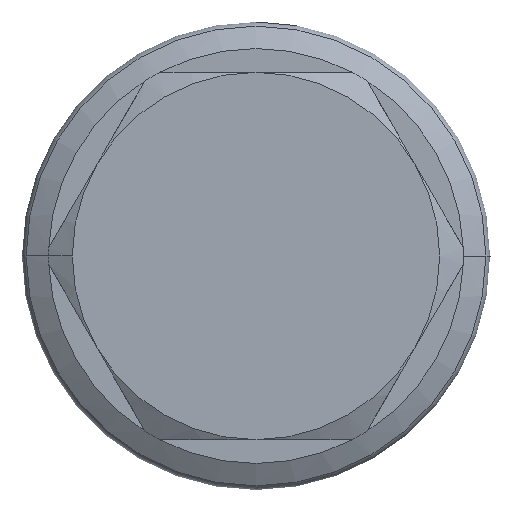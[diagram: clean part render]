
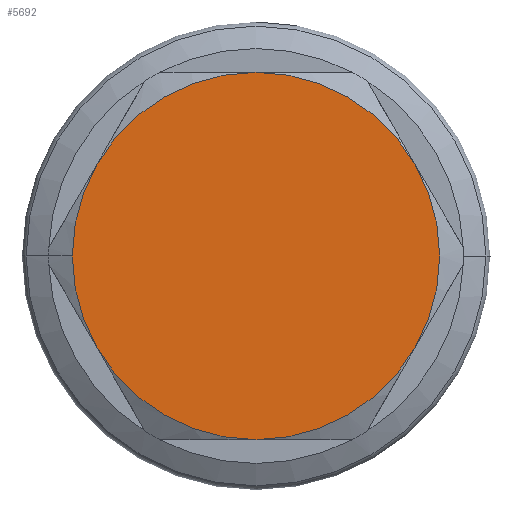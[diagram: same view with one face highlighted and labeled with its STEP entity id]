
A CAD part, left-side view. The second image highlights one B-rep face of the part: STEP entity #5692.
In plain terms, the highlighted planar face has unit normal (-1, 0, 0).
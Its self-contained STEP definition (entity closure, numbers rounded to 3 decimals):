
#893 = FACE_OUTER_BOUND ( 'NONE', #11024, .T. ) ;
#1087 = CARTESIAN_POINT ( 'NONE',  ( 0.05, 0., 0. ) ) ;
#1113 = DIRECTION ( 'NONE',  ( 1., 0., 0. ) ) ;
#1125 = DIRECTION ( 'NONE',  ( 0., 1., 0. ) ) ;
#1623 = CARTESIAN_POINT ( 'NONE',  ( 0.05, 0., 0. ) ) ;
#1628 = DIRECTION ( 'NONE',  ( 0., 1., 0. ) ) ;
#1629 = DIRECTION ( 'NONE',  ( 1., 0., 0. ) ) ;
#2057 = AXIS2_PLACEMENT_3D ( 'NONE', #9592, #9586, #9584 ) ;
#2133 = AXIS2_PLACEMENT_3D ( 'NONE', #1623, #1629, #1628 ) ;
#2144 = AXIS2_PLACEMENT_3D ( 'NONE', #1087, #1113, #1125 ) ;
#2245 = AXIS2_PLACEMENT_3D ( 'NONE', #8157, #8156, #8161 ) ;
#2249 = AXIS2_PLACEMENT_3D ( 'NONE', #8143, #8142, #8141 ) ;
#2308 = EDGE_CURVE ( 'NONE', #11118, #11134, #10507, .T. ) ;
#2326 = AXIS2_PLACEMENT_3D ( 'NONE', #9894, #9886, #9887 ) ;
#2332 = AXIS2_PLACEMENT_3D ( 'NONE', #9927, #9926, #9837 ) ;
#2354 = AXIS2_PLACEMENT_3D ( 'NONE', #6183, #6206, #6241 ) ;
#3172 = CARTESIAN_POINT ( 'NONE',  ( 0.05, -13.727, 7.925 ) ) ;
#3271 = CARTESIAN_POINT ( 'NONE',  ( 0.05, 0., -15.85 ) ) ;
#3284 = CARTESIAN_POINT ( 'NONE',  ( 0.05, 13.727, -7.925 ) ) ;
#3330 = CARTESIAN_POINT ( 'NONE',  ( 0.05, 15.85, 0. ) ) ;
#3430 = CARTESIAN_POINT ( 'NONE',  ( 0.05, 13.727, 7.925 ) ) ;
#3453 = CARTESIAN_POINT ( 'NONE',  ( 0.05, -13.727, -7.925 ) ) ;
#3464 = CARTESIAN_POINT ( 'NONE',  ( 0.05, 0., 15.85 ) ) ;
#4035 = CIRCLE ( 'NONE', #2354, 15.85 ) ;
#4045 = CIRCLE ( 'NONE', #2326, 15.85 ) ;
#4164 = CIRCLE ( 'NONE', #2332, 15.85 ) ;
#4547 = EDGE_CURVE ( 'NONE', #11310, #11118, #10570, .T. ) ;
#4670 = EDGE_CURVE ( 'NONE', #11321, #10361, #10586, .T. ) ;
#4699 = EDGE_CURVE ( 'NONE', #10361, #11310, #10538, .T. ) ;
#5024 = EDGE_CURVE ( 'NONE', #11134, #11185, #4035, .T. ) ;
#5053 = EDGE_CURVE ( 'NONE', #11185, #11287, #4164, .T. ) ;
#5063 = EDGE_CURVE ( 'NONE', #11287, #11321, #4045, .T. ) ;
#5692 = ADVANCED_FACE ( 'NONE', ( #893 ), #9589, .T. ) ;
#6183 = CARTESIAN_POINT ( 'NONE',  ( 0.05, 0., 0. ) ) ;
#6206 = DIRECTION ( 'NONE',  ( 1., 0., 0. ) ) ;
#6241 = DIRECTION ( 'NONE',  ( 0., 1., 0. ) ) ;
#7342 = ORIENTED_EDGE ( 'NONE', *, *, #4670, .F. ) ;
#7451 = ORIENTED_EDGE ( 'NONE', *, *, #5063, .F. ) ;
#7516 = ORIENTED_EDGE ( 'NONE', *, *, #5053, .F. ) ;
#7532 = ORIENTED_EDGE ( 'NONE', *, *, #5024, .F. ) ;
#7533 = ORIENTED_EDGE ( 'NONE', *, *, #2308, .F. ) ;
#8141 = DIRECTION ( 'NONE',  ( 0., 1., 0. ) ) ;
#8142 = DIRECTION ( 'NONE',  ( 1., 0., 0. ) ) ;
#8143 = CARTESIAN_POINT ( 'NONE',  ( 0.05, 0., 0. ) ) ;
#8156 = DIRECTION ( 'NONE',  ( 1., 0., 0. ) ) ;
#8157 = CARTESIAN_POINT ( 'NONE',  ( 0.05, 0., 0. ) ) ;
#8161 = DIRECTION ( 'NONE',  ( 0., 1., 0. ) ) ;
#9063 = ORIENTED_EDGE ( 'NONE', *, *, #4547, .F. ) ;
#9301 = ORIENTED_EDGE ( 'NONE', *, *, #4699, .F. ) ;
#9584 = DIRECTION ( 'NONE',  ( 0., -1., 0. ) ) ;
#9586 = DIRECTION ( 'NONE',  ( -1., 0., 0. ) ) ;
#9589 = PLANE ( 'NONE',  #2057 ) ;
#9592 = CARTESIAN_POINT ( 'NONE',  ( 0.05, 0., 0. ) ) ;
#9837 = DIRECTION ( 'NONE',  ( 0., 1., 0. ) ) ;
#9886 = DIRECTION ( 'NONE',  ( 1., 0., 0. ) ) ;
#9887 = DIRECTION ( 'NONE',  ( 0., 1., 0. ) ) ;
#9894 = CARTESIAN_POINT ( 'NONE',  ( 0.05, 0., 0. ) ) ;
#9926 = DIRECTION ( 'NONE',  ( 1., 0., 0. ) ) ;
#9927 = CARTESIAN_POINT ( 'NONE',  ( 0.05, 0., 0. ) ) ;
#10361 = VERTEX_POINT ( 'NONE', #3172 ) ;
#10507 = CIRCLE ( 'NONE', #2249, 15.85 ) ;
#10538 = CIRCLE ( 'NONE', #2133, 15.85 ) ;
#10570 = CIRCLE ( 'NONE', #2245, 15.85 ) ;
#10586 = CIRCLE ( 'NONE', #2144, 15.85 ) ;
#11024 = EDGE_LOOP ( 'NONE', ( #7451, #7516, #7532, #7533, #9063, #9301, #7342 ) ) ;
#11118 = VERTEX_POINT ( 'NONE', #3271 ) ;
#11134 = VERTEX_POINT ( 'NONE', #3284 ) ;
#11185 = VERTEX_POINT ( 'NONE', #3330 ) ;
#11287 = VERTEX_POINT ( 'NONE', #3430 ) ;
#11310 = VERTEX_POINT ( 'NONE', #3453 ) ;
#11321 = VERTEX_POINT ( 'NONE', #3464 ) ;
